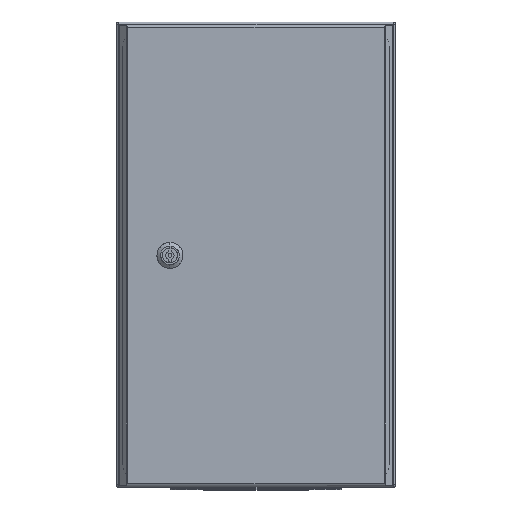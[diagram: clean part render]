
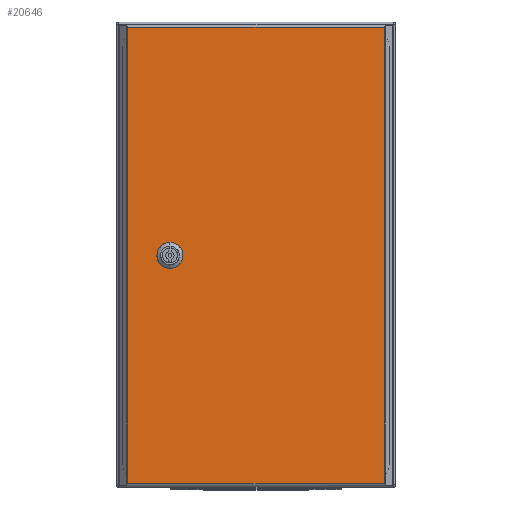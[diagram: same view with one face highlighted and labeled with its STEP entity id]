
A CAD part, top view. The second image highlights one B-rep face of the part: STEP entity #20646.
In plain terms, the highlighted planar face has unit normal (0, 0, 1).
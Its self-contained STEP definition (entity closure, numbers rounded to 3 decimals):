
#318 = CARTESIAN_POINT ( 'NONE',  ( 82.25, -5.75, 15. ) ) ;
#328 = DIRECTION ( 'NONE',  ( -0.707, 0.707, 0. ) ) ;
#337 = DIRECTION ( 'NONE',  ( 0., -1., 0. ) ) ;
#347 = CARTESIAN_POINT ( 'NONE',  ( 102.75, 5.75, 15. ) ) ;
#403 = CARTESIAN_POINT ( 'NONE',  ( 102.75, -5.75, 15. ) ) ;
#405 = DIRECTION ( 'NONE',  ( 0.707, 0.707, 0. ) ) ;
#408 = DIRECTION ( 'NONE',  ( -1., 0., 0. ) ) ;
#410 = CARTESIAN_POINT ( 'NONE',  ( 86.75, -10.25, 15. ) ) ;
#418 = CARTESIAN_POINT ( 'NONE',  ( 98.25, -10.25, 15. ) ) ;
#419 = DIRECTION ( 'NONE',  ( 0.707, -0.707, 0. ) ) ;
#420 = CARTESIAN_POINT ( 'NONE',  ( 98.25, 10.25, 15. ) ) ;
#424 = DIRECTION ( 'NONE',  ( 1., 0., 0. ) ) ;
#452 = DIRECTION ( 'NONE',  ( 0., 1., 0. ) ) ;
#461 = CARTESIAN_POINT ( 'NONE',  ( 102.75, -5.75, 15. ) ) ;
#475 = DIRECTION ( 'NONE',  ( 0., -1., 0. ) ) ;
#478 = CARTESIAN_POINT ( 'NONE',  ( -138.006, -247.5, 15. ) ) ;
#522 = CARTESIAN_POINT ( 'NONE',  ( 138.006, 247.5, 15. ) ) ;
#527 = DIRECTION ( 'NONE',  ( -0.707, -0.707, 0. ) ) ;
#531 = CARTESIAN_POINT ( 'NONE',  ( 86.75, 10.25, 15. ) ) ;
#532 = DIRECTION ( 'NONE',  ( 0., 1., 0. ) ) ;
#540 = CARTESIAN_POINT ( 'NONE',  ( 139., -245.1, 15. ) ) ;
#546 = DIRECTION ( 'NONE',  ( 1., 0., 0. ) ) ;
#564 = CARTESIAN_POINT ( 'NONE',  ( -139., 245.1, 15. ) ) ;
#577 = DIRECTION ( 'NONE',  ( -1., 0., 0. ) ) ;
#1410 = EDGE_LOOP ( 'NONE', ( #13354, #13342, #13355, #13360, #13357, #13385, #13333, #13367 ) ) ;
#1577 = EDGE_LOOP ( 'NONE', ( #13347, #13379, #13331, #13386 ) ) ;
#2021 = CARTESIAN_POINT ( 'NONE',  ( 102.75, 5.75, 15. ) ) ;
#2032 = CARTESIAN_POINT ( 'NONE',  ( 98.25, -10.25, 15. ) ) ;
#3508 = AXIS2_PLACEMENT_3D ( 'NONE', #19405, #19409, #19410 ) ;
#12378 = VERTEX_POINT ( 'NONE', #2021 ) ;
#12383 = VERTEX_POINT ( 'NONE', #2032 ) ;
#12422 = VERTEX_POINT ( 'NONE', #22473 ) ;
#12423 = VERTEX_POINT ( 'NONE', #22491 ) ;
#12426 = VERTEX_POINT ( 'NONE', #22499 ) ;
#12433 = VERTEX_POINT ( 'NONE', #22472 ) ;
#12435 = VERTEX_POINT ( 'NONE', #22465 ) ;
#12462 = VERTEX_POINT ( 'NONE', #22466 ) ;
#12482 = VERTEX_POINT ( 'NONE', #22525 ) ;
#12484 = VERTEX_POINT ( 'NONE', #22567 ) ;
#12486 = VERTEX_POINT ( 'NONE', #22557 ) ;
#12496 = VERTEX_POINT ( 'NONE', #22545 ) ;
#13331 = ORIENTED_EDGE ( 'NONE', *, *, #15311, .T. ) ;
#13333 = ORIENTED_EDGE ( 'NONE', *, *, #15231, .F. ) ;
#13342 = ORIENTED_EDGE ( 'NONE', *, *, #15235, .F. ) ;
#13347 = ORIENTED_EDGE ( 'NONE', *, *, #15323, .T. ) ;
#13354 = ORIENTED_EDGE ( 'NONE', *, *, #15260, .F. ) ;
#13355 = ORIENTED_EDGE ( 'NONE', *, *, #15276, .F. ) ;
#13357 = ORIENTED_EDGE ( 'NONE', *, *, #15263, .F. ) ;
#13360 = ORIENTED_EDGE ( 'NONE', *, *, #15256, .F. ) ;
#13367 = ORIENTED_EDGE ( 'NONE', *, *, #15308, .F. ) ;
#13379 = ORIENTED_EDGE ( 'NONE', *, *, #15291, .T. ) ;
#13385 = ORIENTED_EDGE ( 'NONE', *, *, #15264, .F. ) ;
#13386 = ORIENTED_EDGE ( 'NONE', *, *, #15312, .T. ) ;
#15231 = EDGE_CURVE ( 'NONE', #12426, #12423, #30888, .T. ) ;
#15235 = EDGE_CURVE ( 'NONE', #12378, #12435, #30874, .T. ) ;
#15256 = EDGE_CURVE ( 'NONE', #12383, #12496, #30935, .T. ) ;
#15260 = EDGE_CURVE ( 'NONE', #12435, #12462, #30925, .T. ) ;
#15263 = EDGE_CURVE ( 'NONE', #12486, #12383, #30902, .T. ) ;
#15264 = EDGE_CURVE ( 'NONE', #12423, #12486, #30931, .T. ) ;
#15276 = EDGE_CURVE ( 'NONE', #12496, #12378, #30941, .T. ) ;
#15291 = EDGE_CURVE ( 'NONE', #12484, #12482, #29850, .T. ) ;
#15308 = EDGE_CURVE ( 'NONE', #12462, #12426, #29811, .T. ) ;
#15311 = EDGE_CURVE ( 'NONE', #12482, #12422, #29854, .T. ) ;
#15312 = EDGE_CURVE ( 'NONE', #12422, #12433, #29848, .T. ) ;
#15323 = EDGE_CURVE ( 'NONE', #12433, #12484, #29906, .T. ) ;
#18580 = FACE_OUTER_BOUND ( 'NONE', #1577, .T. ) ;
#18611 = FACE_BOUND ( 'NONE', #1410, .T. ) ;
#19395 = PLANE ( 'NONE',  #3508 ) ;
#19405 = CARTESIAN_POINT ( 'NONE',  ( 0., 0., 15. ) ) ;
#19409 = DIRECTION ( 'NONE',  ( 0., 0., 1. ) ) ;
#19410 = DIRECTION ( 'NONE',  ( 1., 0., 0. ) ) ;
#20646 = ADVANCED_FACE ( 'NONE', ( #18611, #18580 ), #19395, .T. ) ;
#22465 = CARTESIAN_POINT ( 'NONE',  ( 98.25, 10.25, 15. ) ) ;
#22466 = CARTESIAN_POINT ( 'NONE',  ( 86.75, 10.25, 15. ) ) ;
#22472 = CARTESIAN_POINT ( 'NONE',  ( 138.006, 245.1, 15. ) ) ;
#22473 = CARTESIAN_POINT ( 'NONE',  ( 138.006, -245.1, 15. ) ) ;
#22491 = CARTESIAN_POINT ( 'NONE',  ( 82.25, -5.75, 15. ) ) ;
#22499 = CARTESIAN_POINT ( 'NONE',  ( 82.25, 5.75, 15. ) ) ;
#22525 = CARTESIAN_POINT ( 'NONE',  ( -138.006, -245.1, 15. ) ) ;
#22545 = CARTESIAN_POINT ( 'NONE',  ( 102.75, -5.75, 15. ) ) ;
#22557 = CARTESIAN_POINT ( 'NONE',  ( 86.75, -10.25, 15. ) ) ;
#22567 = CARTESIAN_POINT ( 'NONE',  ( -138.006, 245.1, 15. ) ) ;
#29811 = LINE ( 'NONE', #531, #29827 ) ;
#29814 = VECTOR ( 'NONE', #546, 1000. ) ;
#29824 = VECTOR ( 'NONE', #532, 1000. ) ;
#29827 = VECTOR ( 'NONE', #527, 1000. ) ;
#29829 = VECTOR ( 'NONE', #475, 1000. ) ;
#29848 = LINE ( 'NONE', #522, #29824 ) ;
#29850 = LINE ( 'NONE', #478, #29829 ) ;
#29854 = LINE ( 'NONE', #540, #29814 ) ;
#29906 = LINE ( 'NONE', #564, #29914 ) ;
#29914 = VECTOR ( 'NONE', #577, 1000. ) ;
#30844 = VECTOR ( 'NONE', #328, 1000. ) ;
#30850 = VECTOR ( 'NONE', #337, 1000. ) ;
#30874 = LINE ( 'NONE', #347, #30844 ) ;
#30888 = LINE ( 'NONE', #318, #30850 ) ;
#30895 = VECTOR ( 'NONE', #419, 1000. ) ;
#30896 = VECTOR ( 'NONE', #452, 1000. ) ;
#30902 = LINE ( 'NONE', #418, #30918 ) ;
#30904 = VECTOR ( 'NONE', #405, 1000. ) ;
#30918 = VECTOR ( 'NONE', #424, 1000. ) ;
#30924 = VECTOR ( 'NONE', #408, 1000. ) ;
#30925 = LINE ( 'NONE', #420, #30924 ) ;
#30931 = LINE ( 'NONE', #410, #30895 ) ;
#30935 = LINE ( 'NONE', #403, #30904 ) ;
#30941 = LINE ( 'NONE', #461, #30896 ) ;
